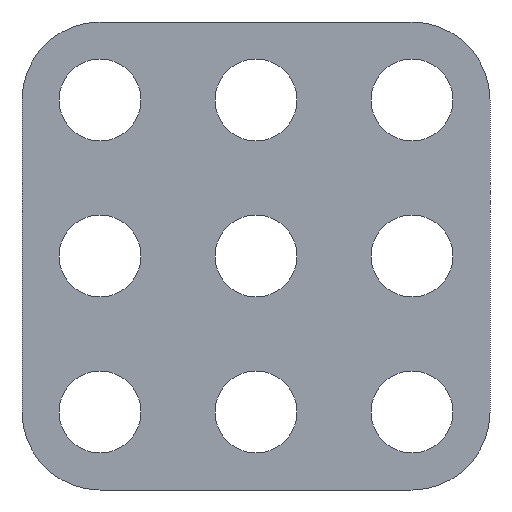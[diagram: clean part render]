
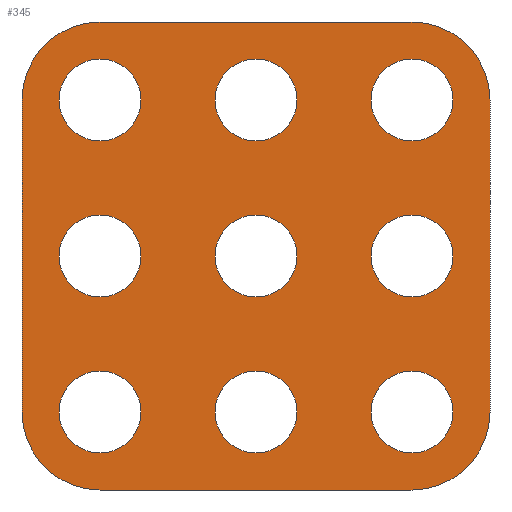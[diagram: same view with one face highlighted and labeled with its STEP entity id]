
A CAD part, front view. The second image highlights one B-rep face of the part: STEP entity #345.
In plain terms, the highlighted planar face has unit normal (0, -1, 0).
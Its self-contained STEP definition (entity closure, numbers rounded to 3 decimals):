
#37=FACE_BOUND('',#85,.T.);
#38=FACE_BOUND('',#86,.T.);
#39=FACE_BOUND('',#87,.T.);
#40=FACE_BOUND('',#88,.T.);
#41=FACE_BOUND('',#89,.T.);
#42=FACE_BOUND('',#90,.T.);
#43=FACE_BOUND('',#91,.T.);
#44=FACE_BOUND('',#92,.T.);
#45=FACE_BOUND('',#93,.T.);
#56=FACE_OUTER_BOUND('',#84,.T.);
#84=EDGE_LOOP('',(#271,#272,#273,#274,#275,#276,#277,#278));
#85=EDGE_LOOP('',(#279));
#86=EDGE_LOOP('',(#280));
#87=EDGE_LOOP('',(#281));
#88=EDGE_LOOP('',(#282));
#89=EDGE_LOOP('',(#283));
#90=EDGE_LOOP('',(#284));
#91=EDGE_LOOP('',(#285));
#92=EDGE_LOOP('',(#286));
#93=EDGE_LOOP('',(#287));
#124=LINE('',#559,#140);
#125=LINE('',#563,#141);
#126=LINE('',#567,#142);
#127=LINE('',#570,#143);
#140=VECTOR('',#448,16.);
#141=VECTOR('',#451,16.);
#142=VECTOR('',#454,16.);
#143=VECTOR('',#457,16.);
#165=CIRCLE('',#380,4.);
#166=CIRCLE('',#381,4.);
#167=CIRCLE('',#382,4.);
#168=CIRCLE('',#383,4.);
#169=CIRCLE('',#384,2.1);
#170=CIRCLE('',#385,2.1);
#171=CIRCLE('',#386,2.1);
#172=CIRCLE('',#387,2.1);
#173=CIRCLE('',#388,2.1);
#174=CIRCLE('',#389,2.1);
#175=CIRCLE('',#390,2.1);
#176=CIRCLE('',#391,2.1);
#177=CIRCLE('',#392,2.1);
#195=VERTEX_POINT('',#555);
#196=VERTEX_POINT('',#556);
#197=VERTEX_POINT('',#558);
#198=VERTEX_POINT('',#560);
#199=VERTEX_POINT('',#562);
#200=VERTEX_POINT('',#564);
#201=VERTEX_POINT('',#566);
#202=VERTEX_POINT('',#568);
#203=VERTEX_POINT('',#571);
#204=VERTEX_POINT('',#573);
#205=VERTEX_POINT('',#575);
#206=VERTEX_POINT('',#577);
#207=VERTEX_POINT('',#579);
#208=VERTEX_POINT('',#581);
#209=VERTEX_POINT('',#583);
#210=VERTEX_POINT('',#585);
#211=VERTEX_POINT('',#587);
#229=EDGE_CURVE('',#195,#196,#165,.T.);
#230=EDGE_CURVE('',#196,#197,#124,.T.);
#231=EDGE_CURVE('',#197,#198,#166,.T.);
#232=EDGE_CURVE('',#198,#199,#125,.T.);
#233=EDGE_CURVE('',#199,#200,#167,.T.);
#234=EDGE_CURVE('',#200,#201,#126,.T.);
#235=EDGE_CURVE('',#201,#202,#168,.T.);
#236=EDGE_CURVE('',#202,#195,#127,.T.);
#237=EDGE_CURVE('',#203,#203,#169,.T.);
#238=EDGE_CURVE('',#204,#204,#170,.T.);
#239=EDGE_CURVE('',#205,#205,#171,.T.);
#240=EDGE_CURVE('',#206,#206,#172,.T.);
#241=EDGE_CURVE('',#207,#207,#173,.T.);
#242=EDGE_CURVE('',#208,#208,#174,.T.);
#243=EDGE_CURVE('',#209,#209,#175,.T.);
#244=EDGE_CURVE('',#210,#210,#176,.T.);
#245=EDGE_CURVE('',#211,#211,#177,.T.);
#271=ORIENTED_EDGE('',*,*,#229,.T.);
#272=ORIENTED_EDGE('',*,*,#230,.T.);
#273=ORIENTED_EDGE('',*,*,#231,.T.);
#274=ORIENTED_EDGE('',*,*,#232,.T.);
#275=ORIENTED_EDGE('',*,*,#233,.T.);
#276=ORIENTED_EDGE('',*,*,#234,.T.);
#277=ORIENTED_EDGE('',*,*,#235,.T.);
#278=ORIENTED_EDGE('',*,*,#236,.T.);
#279=ORIENTED_EDGE('',*,*,#237,.F.);
#280=ORIENTED_EDGE('',*,*,#238,.F.);
#281=ORIENTED_EDGE('',*,*,#239,.F.);
#282=ORIENTED_EDGE('',*,*,#240,.F.);
#283=ORIENTED_EDGE('',*,*,#241,.F.);
#284=ORIENTED_EDGE('',*,*,#242,.F.);
#285=ORIENTED_EDGE('',*,*,#243,.F.);
#286=ORIENTED_EDGE('',*,*,#244,.F.);
#287=ORIENTED_EDGE('',*,*,#245,.F.);
#339=PLANE('',#379);
#345=ADVANCED_FACE('',(#56,#37,#38,#39,#40,#41,#42,#43,#44,#45),#339,.F.);
#379=AXIS2_PLACEMENT_3D('',#554,#444,#445);
#380=AXIS2_PLACEMENT_3D('',#557,#446,#447);
#381=AXIS2_PLACEMENT_3D('',#561,#449,#450);
#382=AXIS2_PLACEMENT_3D('',#565,#452,#453);
#383=AXIS2_PLACEMENT_3D('',#569,#455,#456);
#384=AXIS2_PLACEMENT_3D('',#572,#458,#459);
#385=AXIS2_PLACEMENT_3D('',#574,#460,#461);
#386=AXIS2_PLACEMENT_3D('',#576,#462,#463);
#387=AXIS2_PLACEMENT_3D('',#578,#464,#465);
#388=AXIS2_PLACEMENT_3D('',#580,#466,#467);
#389=AXIS2_PLACEMENT_3D('',#582,#468,#469);
#390=AXIS2_PLACEMENT_3D('',#584,#470,#471);
#391=AXIS2_PLACEMENT_3D('',#586,#472,#473);
#392=AXIS2_PLACEMENT_3D('',#588,#474,#475);
#444=DIRECTION('center_axis',(0.,1.,0.));
#445=DIRECTION('ref_axis',(0.,0.,1.));
#446=DIRECTION('center_axis',(0.,-1.,0.));
#447=DIRECTION('ref_axis',(0.,0.,-1.));
#448=DIRECTION('',(0.,0.,1.));
#449=DIRECTION('center_axis',(0.,-1.,0.));
#450=DIRECTION('ref_axis',(1.,0.,0.));
#451=DIRECTION('',(-1.,0.,0.));
#452=DIRECTION('center_axis',(0.,-1.,0.));
#453=DIRECTION('ref_axis',(0.,0.,1.));
#454=DIRECTION('',(0.,0.,-1.));
#455=DIRECTION('center_axis',(0.,-1.,0.));
#456=DIRECTION('ref_axis',(-1.,0.,0.));
#457=DIRECTION('',(1.,0.,0.));
#458=DIRECTION('center_axis',(0.,-1.,0.));
#459=DIRECTION('ref_axis',(1.,0.,0.));
#460=DIRECTION('center_axis',(0.,-1.,0.));
#461=DIRECTION('ref_axis',(1.,0.,0.));
#462=DIRECTION('center_axis',(0.,-1.,0.));
#463=DIRECTION('ref_axis',(1.,0.,0.));
#464=DIRECTION('center_axis',(0.,-1.,0.));
#465=DIRECTION('ref_axis',(1.,0.,0.));
#466=DIRECTION('center_axis',(0.,-1.,0.));
#467=DIRECTION('ref_axis',(1.,0.,0.));
#468=DIRECTION('center_axis',(0.,-1.,0.));
#469=DIRECTION('ref_axis',(1.,0.,0.));
#470=DIRECTION('center_axis',(0.,-1.,0.));
#471=DIRECTION('ref_axis',(1.,0.,0.));
#472=DIRECTION('center_axis',(0.,-1.,0.));
#473=DIRECTION('ref_axis',(1.,0.,0.));
#474=DIRECTION('center_axis',(0.,-1.,0.));
#475=DIRECTION('ref_axis',(1.,0.,0.));
#554=CARTESIAN_POINT('Origin',(0.,-1.6,0.));
#555=CARTESIAN_POINT('',(8.,-1.6,-12.));
#556=CARTESIAN_POINT('',(12.,-1.6,-8.));
#557=CARTESIAN_POINT('Origin',(8.,-1.6,-8.));
#558=CARTESIAN_POINT('',(12.,-1.6,8.));
#559=CARTESIAN_POINT('',(12.,-1.6,-8.));
#560=CARTESIAN_POINT('',(8.,-1.6,12.));
#561=CARTESIAN_POINT('Origin',(8.,-1.6,8.));
#562=CARTESIAN_POINT('',(-8.,-1.6,12.));
#563=CARTESIAN_POINT('',(8.,-1.6,12.));
#564=CARTESIAN_POINT('',(-12.,-1.6,8.));
#565=CARTESIAN_POINT('Origin',(-8.,-1.6,8.));
#566=CARTESIAN_POINT('',(-12.,-1.6,-8.));
#567=CARTESIAN_POINT('',(-12.,-1.6,8.));
#568=CARTESIAN_POINT('',(-8.,-1.6,-12.));
#569=CARTESIAN_POINT('Origin',(-8.,-1.6,-8.));
#570=CARTESIAN_POINT('',(-8.,-1.6,-12.));
#571=CARTESIAN_POINT('',(10.1,-1.6,8.));
#572=CARTESIAN_POINT('Origin',(8.,-1.6,8.));
#573=CARTESIAN_POINT('',(2.1,-1.6,8.));
#574=CARTESIAN_POINT('Origin',(0.,-1.6,8.));
#575=CARTESIAN_POINT('',(-5.9,-1.6,8.));
#576=CARTESIAN_POINT('Origin',(-8.,-1.6,8.));
#577=CARTESIAN_POINT('',(10.1,-1.6,0.));
#578=CARTESIAN_POINT('Origin',(8.,-1.6,0.));
#579=CARTESIAN_POINT('',(2.1,-1.6,0.));
#580=CARTESIAN_POINT('Origin',(0.,-1.6,0.));
#581=CARTESIAN_POINT('',(-5.9,-1.6,0.));
#582=CARTESIAN_POINT('Origin',(-8.,-1.6,0.));
#583=CARTESIAN_POINT('',(10.1,-1.6,-8.));
#584=CARTESIAN_POINT('Origin',(8.,-1.6,-8.));
#585=CARTESIAN_POINT('',(2.1,-1.6,-8.));
#586=CARTESIAN_POINT('Origin',(0.,-1.6,-8.));
#587=CARTESIAN_POINT('',(-5.9,-1.6,-8.));
#588=CARTESIAN_POINT('Origin',(-8.,-1.6,-8.));
